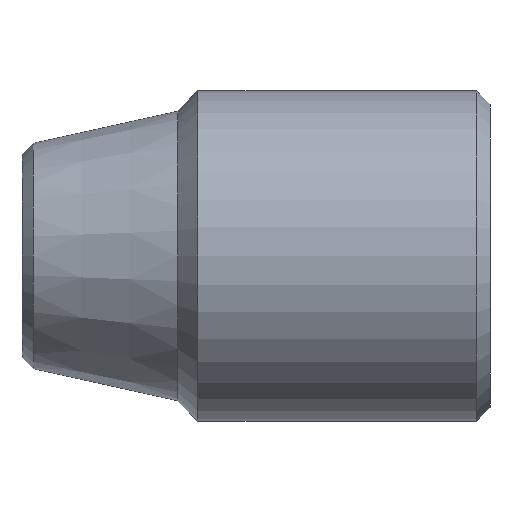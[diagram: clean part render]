
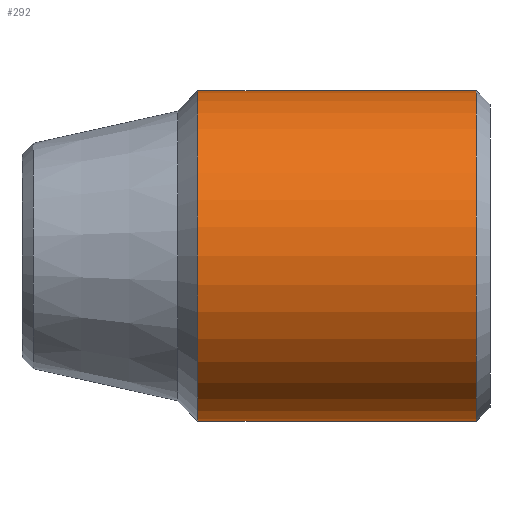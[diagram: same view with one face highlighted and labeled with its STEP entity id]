
A CAD part, front view. The second image highlights one B-rep face of the part: STEP entity #292.
In plain terms, the highlighted cylindrical face has radius 6 mm (diameter 12 mm), a full revolution.
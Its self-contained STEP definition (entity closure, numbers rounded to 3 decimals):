
#6 = DIRECTION ( 'NONE',  ( 0., 0., 1. ) ) ;
#14 = AXIS2_PLACEMENT_3D ( 'NONE', #169, #113, #264 ) ;
#31 = CIRCLE ( 'NONE', #438, 6. ) ;
#93 = VERTEX_POINT ( 'NONE', #540 ) ;
#95 = FACE_OUTER_BOUND ( 'NONE', #247, .T. ) ;
#100 = DIRECTION ( 'NONE',  ( -1., 0., 0. ) ) ;
#113 = DIRECTION ( 'NONE',  ( -1., 0., 0. ) ) ;
#117 = CIRCLE ( 'NONE', #122, 6. ) ;
#122 = AXIS2_PLACEMENT_3D ( 'NONE', #304, #100, #6 ) ;
#151 = EDGE_CURVE ( 'NONE', #582, #582, #31, .T. ) ;
#159 = CARTESIAN_POINT ( 'NONE',  ( -10.609, 0., 0. ) ) ;
#166 = ORIENTED_EDGE ( 'NONE', *, *, #616, .T. ) ;
#169 = CARTESIAN_POINT ( 'NONE',  ( -19.902, 0., 0. ) ) ;
#204 = CARTESIAN_POINT ( 'NONE',  ( -10.609, 0., 6. ) ) ;
#224 = FACE_OUTER_BOUND ( 'NONE', #643, .T. ) ;
#247 = EDGE_LOOP ( 'NONE', ( #166 ) ) ;
#255 = DIRECTION ( 'NONE',  ( 0., 0., 1. ) ) ;
#264 = DIRECTION ( 'NONE',  ( 0., 0., 1. ) ) ;
#292 = ADVANCED_FACE ( 'NONE', ( #224, #95 ), #327, .T. ) ;
#304 = CARTESIAN_POINT ( 'NONE',  ( -0.5, 0., 0. ) ) ;
#327 = CYLINDRICAL_SURFACE ( 'NONE', #14, 6. ) ;
#438 = AXIS2_PLACEMENT_3D ( 'NONE', #159, #550, #255 ) ;
#540 = CARTESIAN_POINT ( 'NONE',  ( -0.5, 0., 6. ) ) ;
#550 = DIRECTION ( 'NONE',  ( -1., 0., 0. ) ) ;
#556 = ORIENTED_EDGE ( 'NONE', *, *, #151, .F. ) ;
#582 = VERTEX_POINT ( 'NONE', #204 ) ;
#616 = EDGE_CURVE ( 'NONE', #93, #93, #117, .T. ) ;
#643 = EDGE_LOOP ( 'NONE', ( #556 ) ) ;
